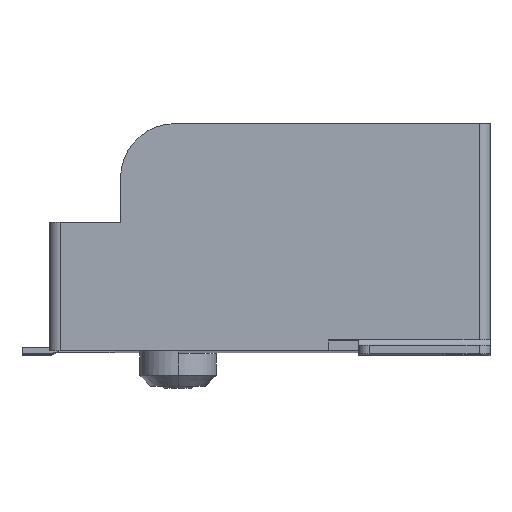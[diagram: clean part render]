
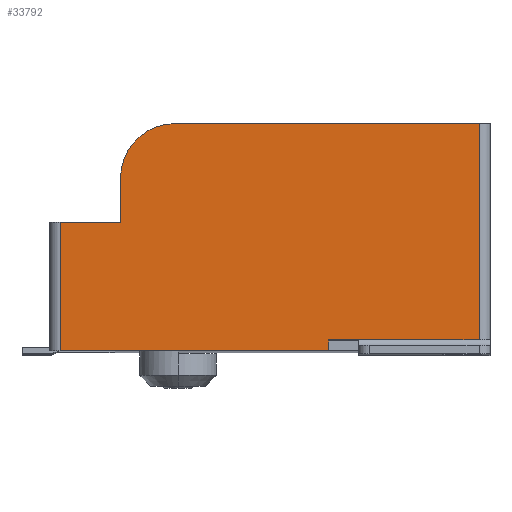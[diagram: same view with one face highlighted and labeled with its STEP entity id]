
A CAD part, top view. The second image highlights one B-rep face of the part: STEP entity #33792.
In plain terms, the highlighted face is planar.
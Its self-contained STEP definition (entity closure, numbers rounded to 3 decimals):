
#13 = AXIS2_PLACEMENT_3D ( 'NONE', #27961, #15120, #3063 ) ;
#147 = DIRECTION ( 'NONE',  ( 0., 0., 1. ) ) ;
#2071 = DIRECTION ( 'NONE',  ( 0., 0., -1. ) ) ;
#2337 = LINE ( 'NONE', #6616, #25928 ) ;
#3009 = VERTEX_POINT ( 'NONE', #20756 ) ;
#3063 = DIRECTION ( 'NONE',  ( 0., 0., 1. ) ) ;
#3377 = CIRCLE ( 'NONE', #40957, 1. ) ;
#3502 = VECTOR ( 'NONE', #25761, 1000. ) ;
#4363 = ORIENTED_EDGE ( 'NONE', *, *, #24926, .T. ) ;
#5467 = CARTESIAN_POINT ( 'NONE',  ( 11., 0.25, -5.5 ) ) ;
#5597 = CARTESIAN_POINT ( 'NONE',  ( 11., 3.2, 1.05 ) ) ;
#6616 = CARTESIAN_POINT ( 'NONE',  ( 11., 0.05, 2.15 ) ) ;
#6745 = ORIENTED_EDGE ( 'NONE', *, *, #8381, .F. ) ;
#7605 = FACE_OUTER_BOUND ( 'NONE', #52498, .T. ) ;
#8038 = CARTESIAN_POINT ( 'NONE',  ( 11., 2.4, 1.05 ) ) ;
#8381 = EDGE_CURVE ( 'NONE', #14453, #36378, #10276, .T. ) ;
#9438 = LINE ( 'NONE', #30040, #3502 ) ;
#9480 = DIRECTION ( 'NONE',  ( 0., 0., 1. ) ) ;
#10276 = LINE ( 'NONE', #5467, #51267 ) ;
#10448 = CARTESIAN_POINT ( 'NONE',  ( 11., 4.2, -5.5 ) ) ;
#10816 = LINE ( 'NONE', #14821, #38804 ) ;
#11678 = LINE ( 'NONE', #40283, #25300 ) ;
#11994 = EDGE_CURVE ( 'NONE', #36378, #3009, #11678, .T. ) ;
#13328 = CARTESIAN_POINT ( 'NONE',  ( 11., 2.4, 2.15 ) ) ;
#14029 = VERTEX_POINT ( 'NONE', #5597 ) ;
#14197 = VERTEX_POINT ( 'NONE', #29110 ) ;
#14453 = VERTEX_POINT ( 'NONE', #34159 ) ;
#14821 = CARTESIAN_POINT ( 'NONE',  ( 11., 4.2, -5.5 ) ) ;
#14900 = EDGE_CURVE ( 'NONE', #31317, #19739, #10816, .T. ) ;
#15120 = DIRECTION ( 'NONE',  ( -1., 0., 0. ) ) ;
#17071 = LINE ( 'NONE', #13328, #24222 ) ;
#18730 = ORIENTED_EDGE ( 'NONE', *, *, #21013, .T. ) ;
#19739 = VERTEX_POINT ( 'NONE', #23723 ) ;
#19963 = CARTESIAN_POINT ( 'NONE',  ( 11., 2.4, 1.05 ) ) ;
#20756 = CARTESIAN_POINT ( 'NONE',  ( 11., 0.05, -2.75 ) ) ;
#21013 = EDGE_CURVE ( 'NONE', #40938, #48607, #40555, .T. ) ;
#21827 = ORIENTED_EDGE ( 'NONE', *, *, #14900, .T. ) ;
#22925 = EDGE_CURVE ( 'NONE', #40938, #14029, #25155, .T. ) ;
#23627 = ORIENTED_EDGE ( 'NONE', *, *, #43469, .T. ) ;
#23723 = CARTESIAN_POINT ( 'NONE',  ( 11., 4.2, 0.05 ) ) ;
#24222 = VECTOR ( 'NONE', #49938, 1000. ) ;
#24926 = EDGE_CURVE ( 'NONE', #14453, #31317, #9438, .T. ) ;
#25155 = LINE ( 'NONE', #8038, #50233 ) ;
#25300 = VECTOR ( 'NONE', #44036, 1000. ) ;
#25547 = CARTESIAN_POINT ( 'NONE',  ( 11., 3.2, 0.05 ) ) ;
#25761 = DIRECTION ( 'NONE',  ( 0., 1., 0. ) ) ;
#25928 = VECTOR ( 'NONE', #2071, 1000. ) ;
#25998 = ORIENTED_EDGE ( 'NONE', *, *, #35808, .F. ) ;
#27961 = CARTESIAN_POINT ( 'NONE',  ( 11., 2.1, -1.675 ) ) ;
#29110 = CARTESIAN_POINT ( 'NONE',  ( 11., 0.05, 2.15 ) ) ;
#30040 = CARTESIAN_POINT ( 'NONE',  ( 11., 0.25, -5.5 ) ) ;
#30081 = DIRECTION ( 'NONE',  ( -1., 0., 0. ) ) ;
#30610 = DIRECTION ( 'NONE',  ( 0., 0., 1. ) ) ;
#31317 = VERTEX_POINT ( 'NONE', #10448 ) ;
#33067 = DIRECTION ( 'NONE',  ( 0., 0., 1. ) ) ;
#33792 = ADVANCED_FACE ( 'NONE', ( #7605 ), #51976, .F. ) ;
#34159 = CARTESIAN_POINT ( 'NONE',  ( 11., 0.25, -5.5 ) ) ;
#34749 = VECTOR ( 'NONE', #147, 1000. ) ;
#34830 = CARTESIAN_POINT ( 'NONE',  ( 11., 0.25, -2.75 ) ) ;
#35808 = EDGE_CURVE ( 'NONE', #14029, #19739, #3377, .T. ) ;
#36037 = CARTESIAN_POINT ( 'NONE',  ( 11., 2.4, 1.05 ) ) ;
#36378 = VERTEX_POINT ( 'NONE', #34830 ) ;
#38804 = VECTOR ( 'NONE', #30610, 1000. ) ;
#40283 = CARTESIAN_POINT ( 'NONE',  ( 11., 0.25, -2.75 ) ) ;
#40555 = LINE ( 'NONE', #19963, #34749 ) ;
#40938 = VERTEX_POINT ( 'NONE', #36037 ) ;
#40957 = AXIS2_PLACEMENT_3D ( 'NONE', #25547, #30081, #33067 ) ;
#41460 = DIRECTION ( 'NONE',  ( 0., 1., 0. ) ) ;
#43469 = EDGE_CURVE ( 'NONE', #48607, #14197, #17071, .T. ) ;
#43605 = EDGE_CURVE ( 'NONE', #14197, #3009, #2337, .T. ) ;
#44036 = DIRECTION ( 'NONE',  ( 0., -1., 0. ) ) ;
#48546 = CARTESIAN_POINT ( 'NONE',  ( 11., 2.4, 2.15 ) ) ;
#48607 = VERTEX_POINT ( 'NONE', #48546 ) ;
#48806 = ORIENTED_EDGE ( 'NONE', *, *, #22925, .F. ) ;
#49938 = DIRECTION ( 'NONE',  ( 0., -1., 0. ) ) ;
#50233 = VECTOR ( 'NONE', #41460, 1000. ) ;
#51073 = ORIENTED_EDGE ( 'NONE', *, *, #43605, .T. ) ;
#51267 = VECTOR ( 'NONE', #9480, 1000. ) ;
#51976 = PLANE ( 'NONE',  #13 ) ;
#52262 = ORIENTED_EDGE ( 'NONE', *, *, #11994, .F. ) ;
#52498 = EDGE_LOOP ( 'NONE', ( #52262, #6745, #4363, #21827, #25998, #48806, #18730, #23627, #51073 ) ) ;
